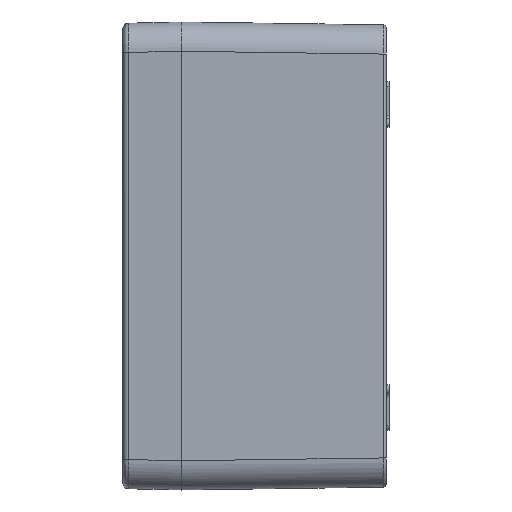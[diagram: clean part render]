
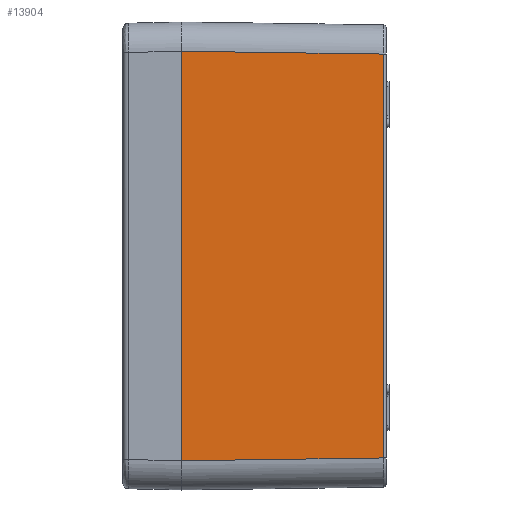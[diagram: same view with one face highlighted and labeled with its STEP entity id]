
A CAD part, left-side view. The second image highlights one B-rep face of the part: STEP entity #13904.
In plain terms, the highlighted planar face has unit normal (-1, -0.014, 0).
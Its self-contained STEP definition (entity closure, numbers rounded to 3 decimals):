
#70 = CARTESIAN_POINT ( 'NONE',  ( -129.036, 0.986, -23.012 ) ) ;
#357 = EDGE_CURVE ( 'NONE', #1246, #13640, #13167, .T. ) ;
#582 = ORIENTED_EDGE ( 'NONE', *, *, #357, .F. ) ;
#638 = DIRECTION ( 'NONE',  ( 0., 0., 1. ) ) ;
#1246 = VERTEX_POINT ( 'NONE', #14448 ) ;
#1686 = CARTESIAN_POINT ( 'NONE',  ( -129.036, 0.986, -69.037 ) ) ;
#1894 = CARTESIAN_POINT ( 'NONE',  ( -129.679, 46.995, -69.68 ) ) ;
#2396 = CARTESIAN_POINT ( 'NONE',  ( -130., 70., -85.03 ) ) ;
#2432 = B_SPLINE_CURVE_WITH_KNOTS ( 'NONE', 3,
 ( #8839, #1894, #3912, #9999 ),
 .UNSPECIFIED., .F., .F.,
 ( 4, 4 ),
 ( 0., 1. ),
 .UNSPECIFIED. ) ;
#3823 = CARTESIAN_POINT ( 'NONE',  ( -130., 70., -70.001 ) ) ;
#3912 = CARTESIAN_POINT ( 'NONE',  ( -129.358, 23.991, -69.359 ) ) ;
#5419 = VERTEX_POINT ( 'NONE', #14252 ) ;
#5437 = CARTESIAN_POINT ( 'NONE',  ( -130., 70., -70.001 ) ) ;
#5765 = LINE ( 'NONE', #5437, #9693 ) ;
#6796 = CARTESIAN_POINT ( 'NONE',  ( -129.036, 0.986, -69.037 ) ) ;
#6810 = CARTESIAN_POINT ( 'NONE',  ( -129.036, 0.986, 69.037 ) ) ;
#7214 = CARTESIAN_POINT ( 'NONE',  ( -129.358, 23.991, 69.359 ) ) ;
#7274 = ORIENTED_EDGE ( 'NONE', *, *, #19422, .F. ) ;
#8839 = CARTESIAN_POINT ( 'NONE',  ( -130., 70., -70.001 ) ) ;
#8920 = CARTESIAN_POINT ( 'NONE',  ( -130., 70., 70.001 ) ) ;
#8921 = DIRECTION ( 'NONE',  ( -1., -0.014, 0. ) ) ;
#9693 = VECTOR ( 'NONE', #638, 1000. ) ;
#9999 = CARTESIAN_POINT ( 'NONE',  ( -129.036, 0.986, -69.037 ) ) ;
#10299 = CARTESIAN_POINT ( 'NONE',  ( -129.679, 46.995, 69.68 ) ) ;
#12115 = DIRECTION ( 'NONE',  ( -0.014, 1., 0. ) ) ;
#12256 = B_SPLINE_CURVE_WITH_KNOTS ( 'NONE', 3,
 ( #8920, #10299, #7214, #15417 ),
 .UNSPECIFIED., .F., .F.,
 ( 4, 4 ),
 ( 0., 1. ),
 .UNSPECIFIED. ) ;
#12822 = EDGE_CURVE ( 'NONE', #16110, #5419, #5765, .T. ) ;
#13167 = B_SPLINE_CURVE_WITH_KNOTS ( 'NONE', 3,
 ( #6810, #16313, #70, #1686 ),
 .UNSPECIFIED., .F., .F.,
 ( 4, 4 ),
 ( 0., 1. ),
 .UNSPECIFIED. ) ;
#13475 = AXIS2_PLACEMENT_3D ( 'NONE', #2396, #8921, #12115 ) ;
#13640 = VERTEX_POINT ( 'NONE', #6796 ) ;
#13904 = ADVANCED_FACE ( 'NONE', ( #16816 ), #15321, .T. ) ;
#13988 = ORIENTED_EDGE ( 'NONE', *, *, #12822, .F. ) ;
#14252 = CARTESIAN_POINT ( 'NONE',  ( -130., 70., 70.001 ) ) ;
#14448 = CARTESIAN_POINT ( 'NONE',  ( -129.036, 0.986, 69.037 ) ) ;
#14830 = EDGE_LOOP ( 'NONE', ( #7274, #13988, #16453, #582 ) ) ;
#15321 = PLANE ( 'NONE',  #13475 ) ;
#15417 = CARTESIAN_POINT ( 'NONE',  ( -129.036, 0.986, 69.037 ) ) ;
#16110 = VERTEX_POINT ( 'NONE', #3823 ) ;
#16313 = CARTESIAN_POINT ( 'NONE',  ( -129.036, 0.986, 23.012 ) ) ;
#16453 = ORIENTED_EDGE ( 'NONE', *, *, #16941, .T. ) ;
#16816 = FACE_OUTER_BOUND ( 'NONE', #14830, .T. ) ;
#16941 = EDGE_CURVE ( 'NONE', #16110, #13640, #2432, .T. ) ;
#19422 = EDGE_CURVE ( 'NONE', #5419, #1246, #12256, .T. ) ;
